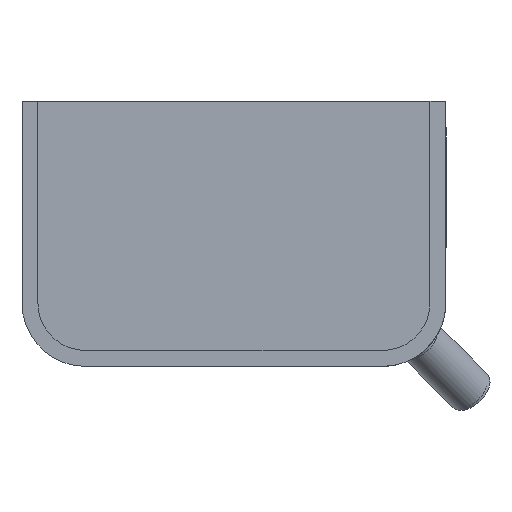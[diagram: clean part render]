
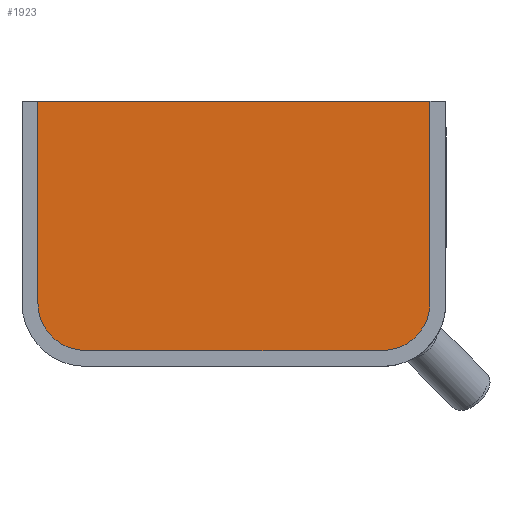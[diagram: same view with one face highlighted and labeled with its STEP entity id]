
A CAD part, left-side view. The second image highlights one B-rep face of the part: STEP entity #1923.
In plain terms, the highlighted planar face has unit normal (-1, 0, 0).
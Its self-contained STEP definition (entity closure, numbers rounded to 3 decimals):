
#160=LINE($,#3938,#333);
#164=LINE($,#3947,#337);
#167=LINE($,#3955,#340);
#168=LINE($,#3957,#341);
#333=VECTOR($,#2352,38.);
#337=VECTOR($,#2362,56.);
#340=VECTOR($,#2371,38.);
#341=VECTOR($,#2374,74.);
#520=FACE_OUTER_BOUND($,#630,.T.);
#630=EDGE_LOOP($,(#1454,#1455,#1456,#1457,#1458,#1459));
#730=CIRCLE($,#2052,9.);
#731=CIRCLE($,#2055,9.);
#857=VERTEX_POINT($,#3935);
#858=VERTEX_POINT($,#3937);
#859=VERTEX_POINT($,#3941);
#860=VERTEX_POINT($,#3945);
#861=VERTEX_POINT($,#3949);
#862=VERTEX_POINT($,#3953);
#1078=EDGE_CURVE($,#857,#858,#160,.T.);
#1080=EDGE_CURVE($,#858,#859,#730,.T.);
#1083=EDGE_CURVE($,#859,#860,#164,.T.);
#1084=EDGE_CURVE($,#860,#861,#731,.T.);
#1087=EDGE_CURVE($,#861,#862,#167,.T.);
#1088=EDGE_CURVE($,#857,#862,#168,.T.);
#1454=ORIENTED_EDGE($,*,*,#1088,.T.);
#1455=ORIENTED_EDGE($,*,*,#1087,.F.);
#1456=ORIENTED_EDGE($,*,*,#1084,.F.);
#1457=ORIENTED_EDGE($,*,*,#1083,.F.);
#1458=ORIENTED_EDGE($,*,*,#1080,.F.);
#1459=ORIENTED_EDGE($,*,*,#1078,.F.);
#1727=PLANE($,#2057);
#1923=ADVANCED_FACE($,(#520),#1727,.T.);
#2052=AXIS2_PLACEMENT_3D($,#3942,#2356,#2357);
#2055=AXIS2_PLACEMENT_3D($,#3950,#2365,#2366);
#2057=AXIS2_PLACEMENT_3D($,#3956,#2372,#2373);
#2352=DIRECTION($,(0.,0.,-1.));
#2356=DIRECTION('center_axis',(1.,0.,0.));
#2357=DIRECTION('ref_axis',(0.,-0.707,-0.707));
#2362=DIRECTION($,(0.,1.,0.));
#2365=DIRECTION('center_axis',(1.,0.,0.));
#2366=DIRECTION('ref_axis',(0.,0.707,-0.707));
#2371=DIRECTION($,(0.,0.,1.));
#2372=DIRECTION('center_axis',(-1.,0.,0.));
#2373=DIRECTION('ref_axis',(0.,1.,0.));
#2374=DIRECTION($,(0.,1.,0.));
#3935=CARTESIAN_POINT('',(-150.,-37.,50.));
#3937=CARTESIAN_POINT('',(-150.,-37.,12.));
#3938=CARTESIAN_POINT($,(-150.,-37.,3.));
#3941=CARTESIAN_POINT('',(-150.,-28.,3.));
#3942=CARTESIAN_POINT('Origin',(-150.,-28.,12.));
#3945=CARTESIAN_POINT('',(-150.,28.,3.));
#3947=CARTESIAN_POINT($,(-150.,37.,3.));
#3949=CARTESIAN_POINT('',(-150.,37.,12.));
#3950=CARTESIAN_POINT('Origin',(-150.,28.,12.));
#3953=CARTESIAN_POINT('',(-150.,37.,50.));
#3955=CARTESIAN_POINT($,(-150.,37.,51.));
#3956=CARTESIAN_POINT('Origin',(-150.,0.,27.));
#3957=CARTESIAN_POINT($,(-150.,0.,50.));
